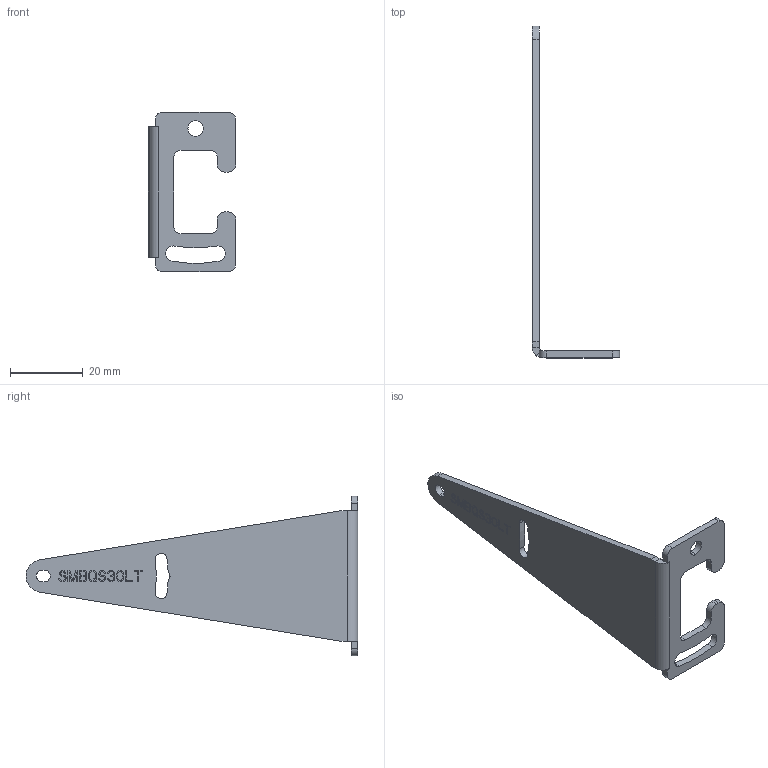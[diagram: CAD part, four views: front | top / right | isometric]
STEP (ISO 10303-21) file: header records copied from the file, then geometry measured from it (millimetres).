
FILE_DESCRIPTION((''),'2;1');
FILE_NAME('141855_SW','2008-08-15T',('banengservice'),('BANNER ENGINEERING'),'PRO/ENGINEER BY PARAMETRIC TECHNOLOGY CORPORATION, 2006170','PRO/ENGINEER BY PARAMETRIC TECHNOLOGY CORPORATION, 2006170','');
FILE_SCHEMA(('CONFIG_CONTROL_DESIGN'));
Length unit declared in the file: inch
Products named in the file (1): 141855_SW
Bounding box: 24 x 91.38 x 44 mm (x, y, z)
Volume: 4804.2 mm3; surface area: 5885.8 mm2
Topology: 1 solids, 1 shells, 395 faces, 1132 edges, 752 vertices
Faces by surface type: plane 366, cylinder 29
Entity records: 12740 total; most frequent: CARTESIAN_POINT 2279, ORIENTED_EDGE 2264, DIRECTION 1984, EDGE_CURVE 1132, VECTOR 1070, LINE 1070, VERTEX_POINT 752, AXIS2_PLACEMENT_3D 457
